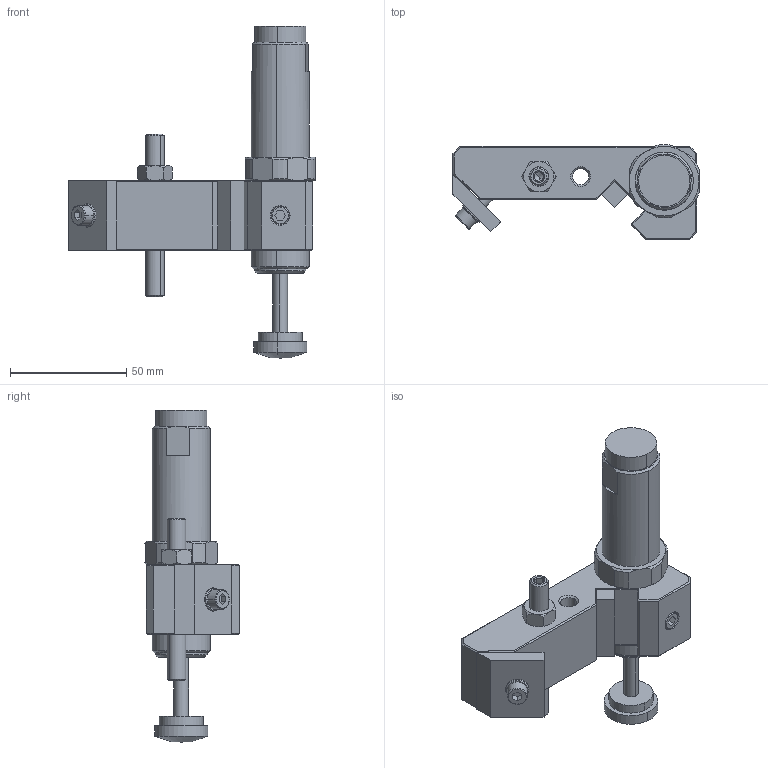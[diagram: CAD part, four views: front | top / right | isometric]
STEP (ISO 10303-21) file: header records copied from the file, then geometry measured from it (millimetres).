
FILE_DESCRIPTION(( 'AS-40A.STEP' ), '1');
FILE_NAME( 'AS-40A.STEP', '2021-05-17T09:48:09',( 'Sopra'),('sopra-pneumatic.com'), 'SwSTEP 2.0','SolidWorks 2009','' );
FILE_SCHEMA (( 'CONFIG_CONTROL_DESIGN' ));
Length unit declared in the file: millimetre
Products named in the file (8): 1408-0000_Modell_Anschlag AS 40 verstellbar; Gewindestift M8x70; _KM25; _SC650EUM-1(Standard_Standard_Standard_-)_p1; SC650EUM-1; 1408-0000_Modell_Anschlag AS 40; _SC650EUM-1(Standard_Standard)_p2; Mutter M8 DIN 934
Assembly tree (7 placements, depth 3):
  1408-0000_Modell_Anschlag AS 40 verstellbar
    1408-0000_Modell_Anschlag AS 40
    Gewindestift M8x70
    Mutter M8 DIN 934
    SC650EUM-1
      _SC650EUM-1(Standard_Standard_Standard_-)_p1
      _SC650EUM-1(Standard_Standard)_p2
    _KM25
Bounding box: 106 x 40.76 x 143 mm (x, y, z)
Volume: 134400.3 mm3; surface area: 35041.5 mm2
Topology: 6 solids, 7 shells, 257 faces, 586 edges, 354 vertices
Faces by surface type: plane 134, cone 73, cylinder 46, torus 2, bspline 2
Entity records: 8237 total; most frequent: CARTESIAN_POINT 1616, DIRECTION 1233, ORIENTED_EDGE 1168, EDGE_CURVE 584, AXIS2_PLACEMENT_3D 451, VERTEX_POINT 354, LINE 331, VECTOR 331
